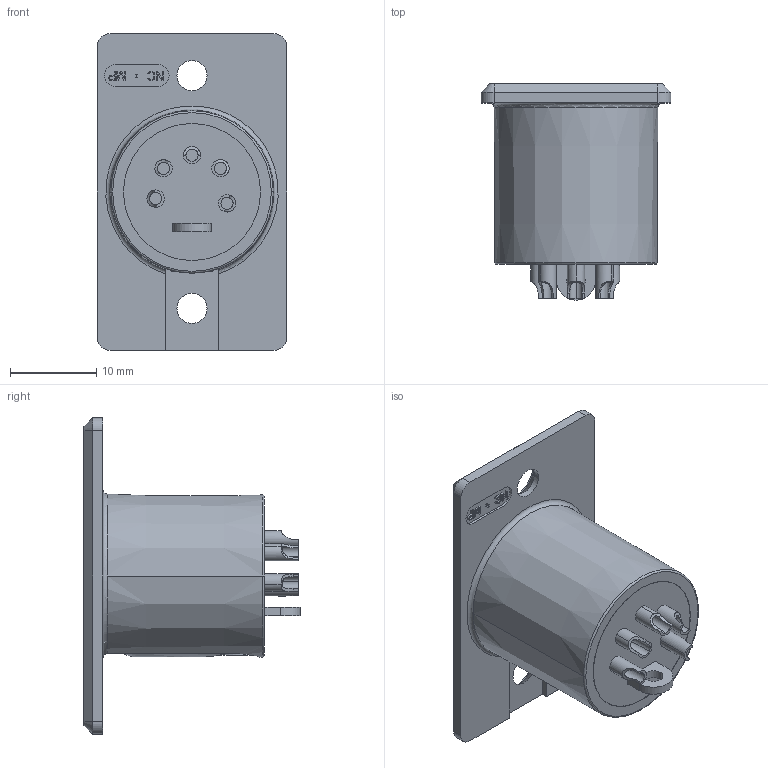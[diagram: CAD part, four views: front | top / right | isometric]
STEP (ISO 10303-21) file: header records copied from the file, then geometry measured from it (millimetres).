
FILE_DESCRIPTION((''),'2;1');
FILE_NAME('30010059','2022-11-10T09:02:18',('elias.feurle'),(''),'CREO PARAMETRIC BY PTC INC, 2021184','CREO PARAMETRIC BY PTC INC, 2021184','');
FILE_SCHEMA(('AUTOMOTIVE_DESIGN { 1 0 10303 214 1 1 1 1 }'));
Length unit declared in the file: millimetre
Products named in the file (1): 30010059
Bounding box: 22 x 25.05 x 36.7 mm (x, y, z)
Volume: 3915.7 mm3; surface area: 4100.6 mm2
Topology: 1 solids, 1 shells, 446 faces, 1218 edges, 794 vertices
Faces by surface type: plane 329, cylinder 75, cone 26, sphere 10, torus 6
Entity records: 14408 total; most frequent: CARTESIAN_POINT 2831, ORIENTED_EDGE 2416, DIRECTION 2227, EDGE_CURVE 1208, VECTOR 969, LINE 969, VERTEX_POINT 794, AXIS2_PLACEMENT_3D 629
